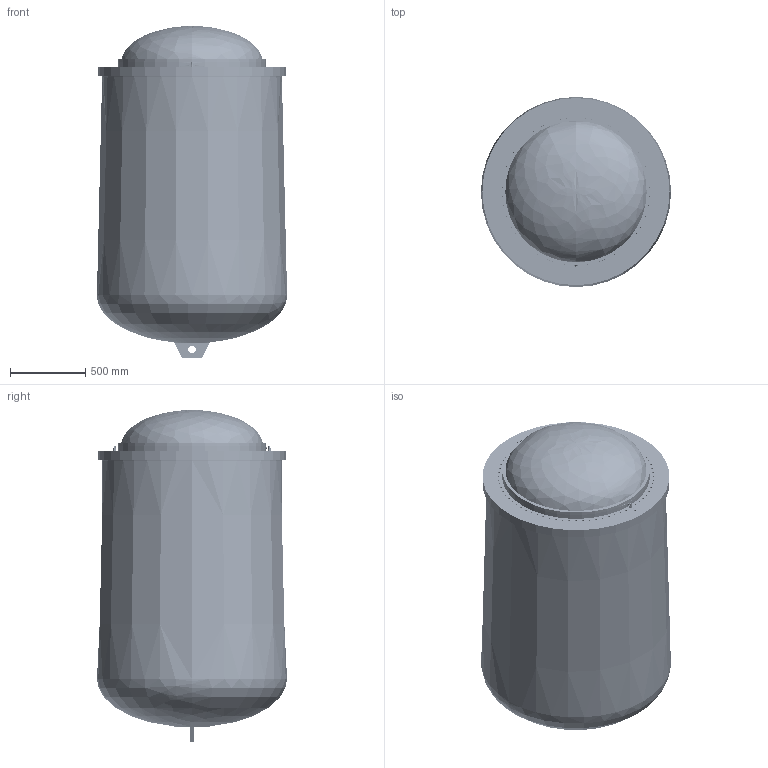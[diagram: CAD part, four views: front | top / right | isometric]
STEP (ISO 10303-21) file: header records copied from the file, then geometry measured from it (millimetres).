
FILE_DESCRIPTION(('CoCreate Modeling STEP Export'),'2;1');
FILE_NAME('NEXT_100_invert.stp','2010-10-21T23:33:07',(''),(''),'CoCreate Modeling STEP processor for AP214 (Solid Model)','CoCreate Modeling 16.00A 16-Aug-2008 (C) Parametric Technology GmbH','');
FILE_SCHEMA(('AUTOMOTIVE_DESIGN { 1 0 10303 214 1 1 1 1 }'));
Length unit declared in the file: millimetre
Products named in the file (57): dome2; full; service_plate; vessel_conical; pressure_vessel1; cylinder; WLS_tube_support_cathode; shield; endplate_cathode; cylindrical_reflector; Xenon_vessel; mesh_anode; frame_anode; anode; frame_cathode; mesh_cathode; cathode; anode_reflector; fiber_plate; EL; front_end_board; optical_feedthrough; nut; gasket; washer; fe_board; SiPMT; SiPMTs; ring_cathode; cathode_assem; quartz_tube; pmt; pmt_cable; pmt_cable.1; pmt_cable.1.1.1; pmt_cable.1.1; cables_straight; plug; pipe_straight_3_8_OD; PMT_feedthrough_ceramtec_16131-02-W.1 ...
Assembly tree (63 placements, depth 6):
  NeXT_100
    WLS_tube_assems
      PMT_tube_assembly_solid.67  x2
        sc_side_supports
          side_support  x3
        sc_rod
        transition_optical
        potting
        pmt_base
        cap
        plug_assem
          washer
          gasket  x3
          nut
          collar
          PMT_feedthrough_ceramtec_16131-02-W.1
          pipe_straight_3_8_OD
          plug
          cables_straight
            pmt_cable.1.1
            pmt_cable.1.1.1
            pmt_cable.1
            pmt_cable
        pmt
        quartz_tube
    cathode_assem
      ring_cathode
      mesh_cathode
      frame_cathode
    SiPMTs
      SiPMT
      fe_board
        washer  x2
        gasket  x2
        nut
        optical_feedthrough
        front_end_board
    EL
      fiber_plate
      anode_reflector
      cathode
        mesh_cathode
        frame_cathode
      anode
        frame_anode
        mesh_anode
    Xenon_vessel
      cylindrical_reflector
      endplate_cathode
      shield
      WLS_tube_support_cathode
      cylinder
    pressure_vessel1
      vessel_conical
      service_plate
      full
      dome2
Bounding box: 1260.01 x 1260.01 x 2200.01 mm (x, y, z)
Volume: 241678124.1 mm3; surface area: 52652473.4 mm2
Topology: 70 solids, 70 shells, 5224 faces, 14835 edges, 9861 vertices
Faces by surface type: cylinder 4672, plane 400, torus 100, bspline 24, cone 20, revolution 8
Entity records: 147321 total; most frequent: ORIENTED_EDGE 28334, CARTESIAN_POINT 25240, DIRECTION 19352, EDGE_CURVE 14165, VERTEX_POINT 9425, EDGE_LOOP 8930, AXIS2_PLACEMENT_3D 7309, FACE_OUTER_BOUND 4917
